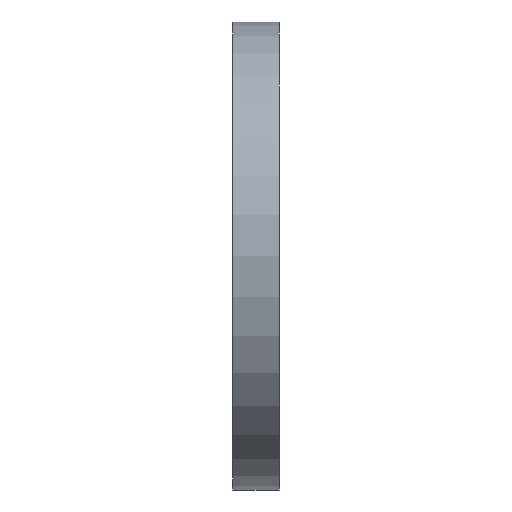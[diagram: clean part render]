
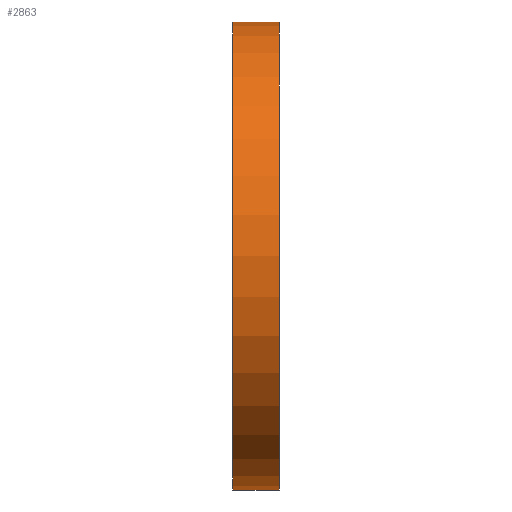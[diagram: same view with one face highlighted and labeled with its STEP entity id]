
A CAD part, left-side view. The second image highlights one B-rep face of the part: STEP entity #2863.
In plain terms, the highlighted cylindrical face has radius 50 mm (diameter 100 mm), a partial arc.
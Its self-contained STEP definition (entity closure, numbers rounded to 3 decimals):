
#111 = CARTESIAN_POINT ( 'NONE',  ( 0., 0., 50. ) ) ;
#186 = DIRECTION ( 'NONE',  ( 0., -1., 0. ) ) ;
#1128 = EDGE_LOOP ( 'NONE', ( #9967, #9087, #2738, #7391 ) ) ;
#1186 = VECTOR ( 'NONE', #2365, 1000. ) ;
#1747 = EDGE_CURVE ( 'NONE', #2096, #8772, #13957, .T. ) ;
#2008 = VECTOR ( 'NONE', #8976, 1000. ) ;
#2096 = VERTEX_POINT ( 'NONE', #4822 ) ;
#2249 = CARTESIAN_POINT ( 'NONE',  ( 0., 10., -50. ) ) ;
#2331 = AXIS2_PLACEMENT_3D ( 'NONE', #3938, #7477, #4085 ) ;
#2365 = DIRECTION ( 'NONE',  ( 0., -1., 0. ) ) ;
#2366 = CARTESIAN_POINT ( 'NONE',  ( 0., 10., 0. ) ) ;
#2738 = ORIENTED_EDGE ( 'NONE', *, *, #1747, .T. ) ;
#2863 = ADVANCED_FACE ( 'NONE', ( #13224 ), #14297, .T. ) ;
#3231 = CARTESIAN_POINT ( 'NONE',  ( 0., 10., 50. ) ) ;
#3938 = CARTESIAN_POINT ( 'NONE',  ( 0., 0., 0. ) ) ;
#4085 = DIRECTION ( 'NONE',  ( 0., 0., 1. ) ) ;
#4669 = DIRECTION ( 'NONE',  ( 0., 1., 0. ) ) ;
#4822 = CARTESIAN_POINT ( 'NONE',  ( 0., 10., -50. ) ) ;
#5084 = LINE ( 'NONE', #12093, #2008 ) ;
#6069 = EDGE_CURVE ( 'NONE', #12606, #12803, #5084, .T. ) ;
#6526 = CIRCLE ( 'NONE', #2331, 50. ) ;
#7391 = ORIENTED_EDGE ( 'NONE', *, *, #13762, .T. ) ;
#7477 = DIRECTION ( 'NONE',  ( 0., 1., 0. ) ) ;
#8233 = DIRECTION ( 'NONE',  ( 0., 0., 1. ) ) ;
#8253 = AXIS2_PLACEMENT_3D ( 'NONE', #12536, #4669, #8233 ) ;
#8772 = VERTEX_POINT ( 'NONE', #12020 ) ;
#8976 = DIRECTION ( 'NONE',  ( 0., -1., 0. ) ) ;
#9087 = ORIENTED_EDGE ( 'NONE', *, *, #13587, .F. ) ;
#9967 = ORIENTED_EDGE ( 'NONE', *, *, #6069, .F. ) ;
#11125 = CIRCLE ( 'NONE', #8253, 50. ) ;
#12020 = CARTESIAN_POINT ( 'NONE',  ( 0., 0., -50. ) ) ;
#12093 = CARTESIAN_POINT ( 'NONE',  ( 0., 10., 50. ) ) ;
#12536 = CARTESIAN_POINT ( 'NONE',  ( 0., 10., 0. ) ) ;
#12606 = VERTEX_POINT ( 'NONE', #3231 ) ;
#12636 = AXIS2_PLACEMENT_3D ( 'NONE', #2366, #186, #13727 ) ;
#12803 = VERTEX_POINT ( 'NONE', #111 ) ;
#13224 = FACE_OUTER_BOUND ( 'NONE', #1128, .T. ) ;
#13587 = EDGE_CURVE ( 'NONE', #2096, #12606, #11125, .T. ) ;
#13727 = DIRECTION ( 'NONE',  ( 0., 0., -1. ) ) ;
#13762 = EDGE_CURVE ( 'NONE', #8772, #12803, #6526, .T. ) ;
#13957 = LINE ( 'NONE', #2249, #1186 ) ;
#14297 = CYLINDRICAL_SURFACE ( 'NONE', #12636, 50. ) ;
